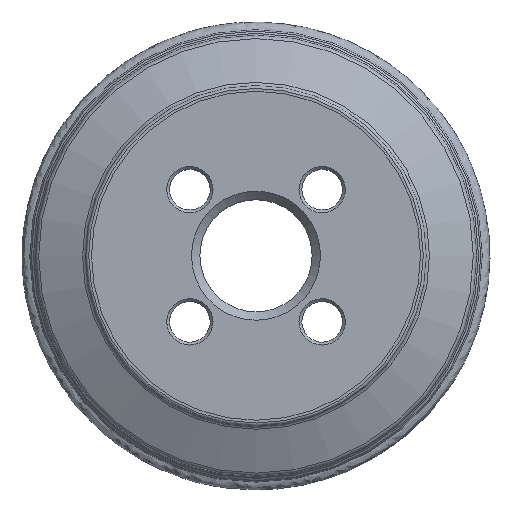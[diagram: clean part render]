
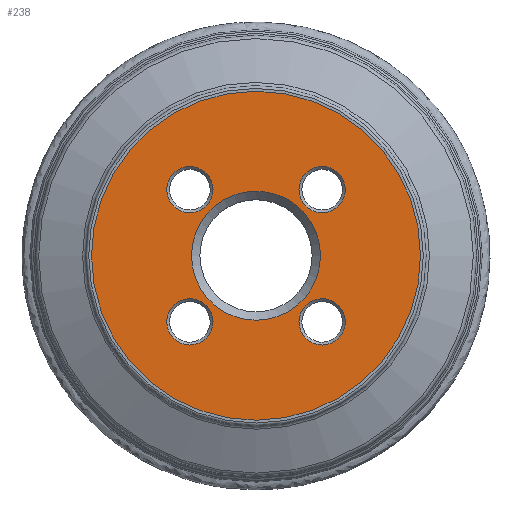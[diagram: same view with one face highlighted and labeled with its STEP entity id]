
A CAD part, top view. The second image highlights one B-rep face of the part: STEP entity #238.
In plain terms, the highlighted planar face has unit normal (0, 0, 1).
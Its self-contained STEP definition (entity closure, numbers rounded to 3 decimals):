
#225=PLANE('',#1077);
#238=ADVANCED_FACE('CU_BACK_F001',(#318,#319,#320,#321,#322,#323),#225,
 .T.);
#318=FACE_BOUND('',#438,.T.);
#319=FACE_BOUND('',#439,.T.);
#320=FACE_BOUND('',#440,.T.);
#321=FACE_BOUND('',#441,.T.);
#322=FACE_BOUND('',#442,.T.);
#323=FACE_BOUND('',#443,.T.);
#438=EDGE_LOOP('',(#558));
#439=EDGE_LOOP('',(#559));
#440=EDGE_LOOP('',(#560));
#441=EDGE_LOOP('',(#561));
#442=EDGE_LOOP('',(#562));
#443=EDGE_LOOP('',(#563));
#558=ORIENTED_EDGE('',*,*,#732,.T.);
#559=ORIENTED_EDGE('',*,*,#733,.T.);
#560=ORIENTED_EDGE('',*,*,#734,.T.);
#561=ORIENTED_EDGE('',*,*,#735,.T.);
#562=ORIENTED_EDGE('',*,*,#736,.F.);
#563=ORIENTED_EDGE('',*,*,#737,.T.);
#672=VERTEX_POINT('',#1552);
#673=VERTEX_POINT('',#1554);
#674=VERTEX_POINT('',#1556);
#675=VERTEX_POINT('',#1558);
#676=VERTEX_POINT('',#1560);
#677=VERTEX_POINT('',#1562);
#732=EDGE_CURVE('',#672,#672,#792,.T.);
#733=EDGE_CURVE('',#673,#673,#793,.T.);
#734=EDGE_CURVE('',#674,#674,#794,.T.);
#735=EDGE_CURVE('',#675,#675,#795,.T.);
#736=EDGE_CURVE('',#676,#676,#796,.T.);
#737=EDGE_CURVE('',#677,#677,#797,.T.);
#792=CIRCLE('',#1071,8.25);
#793=CIRCLE('',#1072,8.25);
#794=CIRCLE('',#1073,8.25);
#795=CIRCLE('',#1074,8.25);
#796=CIRCLE('',#1075,58.665);
#797=CIRCLE('',#1076,23.006);
#1071=AXIS2_PLACEMENT_3D('',#1551,#1262,#1263);
#1072=AXIS2_PLACEMENT_3D('',#1553,#1264,#1265);
#1073=AXIS2_PLACEMENT_3D('',#1555,#1266,#1267);
#1074=AXIS2_PLACEMENT_3D('',#1557,#1268,#1269);
#1075=AXIS2_PLACEMENT_3D('',#1559,#1270,#1271);
#1076=AXIS2_PLACEMENT_3D('',#1561,#1272,#1273);
#1077=AXIS2_PLACEMENT_3D('',#1563,#1274,#1275);
#1262=DIRECTION('',(0.,0.,-1.));
#1263=DIRECTION('',(-0.175,0.985,0.));
#1264=DIRECTION('',(0.,0.,-1.));
#1265=DIRECTION('',(-0.175,0.985,0.));
#1266=DIRECTION('',(0.,0.,-1.));
#1267=DIRECTION('',(-0.175,0.985,0.));
#1268=DIRECTION('',(0.,0.,-1.));
#1269=DIRECTION('',(-0.175,0.985,0.));
#1270=DIRECTION('',(0.,0.,-1.));
#1271=DIRECTION('',(-0.175,0.985,0.));
#1272=DIRECTION('',(0.,0.,-1.));
#1273=DIRECTION('',(-0.175,0.985,0.));
#1274=DIRECTION('',(0.,0.,1.));
#1275=DIRECTION('',(-0.175,0.985,0.));
#1551=CARTESIAN_POINT('',(-23.582,23.582,0.));
#1552=CARTESIAN_POINT('',(-25.023,31.705,0.));
#1553=CARTESIAN_POINT('',(23.582,23.582,0.));
#1554=CARTESIAN_POINT('',(22.141,31.705,0.));
#1555=CARTESIAN_POINT('',(23.582,-23.582,0.));
#1556=CARTESIAN_POINT('',(22.141,-15.459,0.));
#1557=CARTESIAN_POINT('',(-23.582,-23.582,0.));
#1558=CARTESIAN_POINT('',(-25.023,-15.459,0.));
#1559=CARTESIAN_POINT('',(0.,0.,0.));
#1560=CARTESIAN_POINT('',(-10.248,57.763,0.));
#1561=CARTESIAN_POINT('',(0.,0.,0.));
#1562=CARTESIAN_POINT('',(-4.019,22.653,0.));
#1563=CARTESIAN_POINT('',(-23.006,0.,0.));
